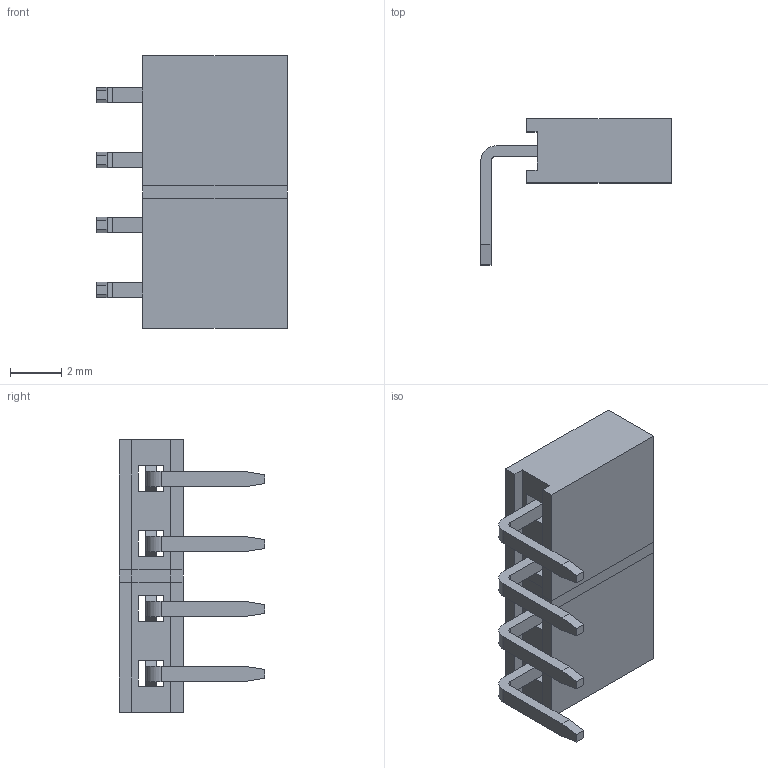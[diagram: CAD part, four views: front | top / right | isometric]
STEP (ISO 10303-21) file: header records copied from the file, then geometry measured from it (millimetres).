
FILE_DESCRIPTION(('FreeCAD Model'),'2;1');
FILE_NAME('socket_ra_4pin.step','2016-03-24T16:40:45',('Author'),(''), 'Open CASCADE STEP processor 6.8','FreeCAD','Unknown');
FILE_SCHEMA(('AUTOMOTIVE_DESIGN_CC2 { 1 2 10303 214 -1 1 5 4 }'));
Length unit declared in the file: millimetre
Products named in the file (2): ASSEMBLY; Fusion001
Assembly tree (1 placements, depth 2):
  ASSEMBLY
    Fusion001
Bounding box: 7.45 x 5.7 x 10.66 mm (x, y, z)
Volume: 130.5 mm3; surface area: 348.9 mm2
Topology: 1 solids, 1 shells, 114 faces, 304 edges, 192 vertices
Faces by surface type: plane 106, cylinder 8
Entity records: 8123 total; most frequent: CARTESIAN_POINT 2076, DIRECTION 1060, LINE 784, VECTOR 784, ORIENTED_EDGE 608, PCURVE 608, DEFINITIONAL_REPRESENTATION 608, EDGE_CURVE 304
